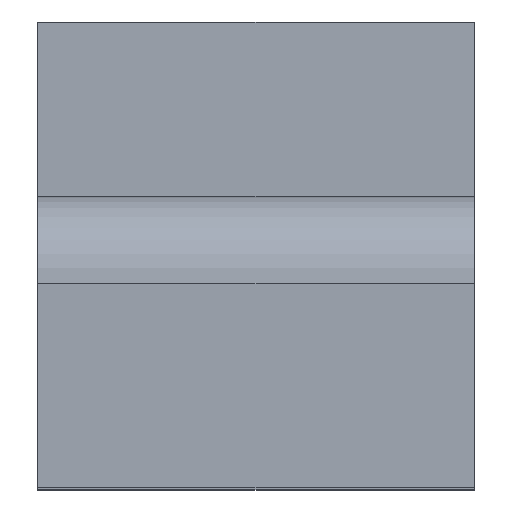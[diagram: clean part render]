
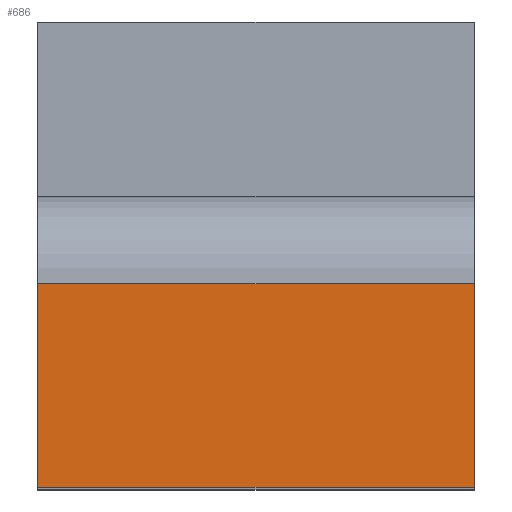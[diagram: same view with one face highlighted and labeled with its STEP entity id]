
A CAD part, top view. The second image highlights one B-rep face of the part: STEP entity #686.
In plain terms, the highlighted planar face has unit normal (0, 0, 1).
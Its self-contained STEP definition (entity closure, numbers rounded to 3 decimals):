
#12 = VERTEX_POINT ( 'NONE', #288 ) ;
#16 = VERTEX_POINT ( 'NONE', #287 ) ;
#39 = VERTEX_POINT ( 'NONE', #257 ) ;
#79 = VECTOR ( 'NONE', #670, 1000. ) ;
#89 = ORIENTED_EDGE ( 'NONE', *, *, #285, .F. ) ;
#106 = AXIS2_PLACEMENT_3D ( 'NONE', #590, #589, #585 ) ;
#147 = EDGE_LOOP ( 'NONE', ( #312, #89, #256, #195 ) ) ;
#195 = ORIENTED_EDGE ( 'NONE', *, *, #731, .T. ) ;
#256 = ORIENTED_EDGE ( 'NONE', *, *, #546, .F. ) ;
#257 = CARTESIAN_POINT ( 'NONE',  ( -7.5, -16., 27.5 ) ) ;
#285 = EDGE_CURVE ( 'NONE', #16, #39, #594, .T. ) ;
#287 = CARTESIAN_POINT ( 'NONE',  ( 7.5, -16., 27.5 ) ) ;
#288 = CARTESIAN_POINT ( 'NONE',  ( -7.5, -9., 27.5 ) ) ;
#300 = VECTOR ( 'NONE', #683, 1000. ) ;
#312 = ORIENTED_EDGE ( 'NONE', *, *, #347, .T. ) ;
#347 = EDGE_CURVE ( 'NONE', #12, #39, #758, .T. ) ;
#358 = VERTEX_POINT ( 'NONE', #481 ) ;
#364 = FACE_OUTER_BOUND ( 'NONE', #147, .T. ) ;
#451 = VECTOR ( 'NONE', #566, 1000. ) ;
#481 = CARTESIAN_POINT ( 'NONE',  ( 7.5, -9., 27.5 ) ) ;
#546 = EDGE_CURVE ( 'NONE', #358, #16, #675, .T. ) ;
#566 = DIRECTION ( 'NONE',  ( -1., 0., 0. ) ) ;
#568 = CARTESIAN_POINT ( 'NONE',  ( 7.5, -9., 27.5 ) ) ;
#569 = LINE ( 'NONE', #568, #451 ) ;
#573 = DIRECTION ( 'NONE',  ( 0., -1., 0. ) ) ;
#585 = DIRECTION ( 'NONE',  ( -1., 0., 0. ) ) ;
#589 = DIRECTION ( 'NONE',  ( 0., 0., -1. ) ) ;
#590 = CARTESIAN_POINT ( 'NONE',  ( 7.5, -16., 27.5 ) ) ;
#591 = PLANE ( 'NONE',  #106 ) ;
#594 = LINE ( 'NONE', #614, #300 ) ;
#614 = CARTESIAN_POINT ( 'NONE',  ( 7.5, -16., 27.5 ) ) ;
#643 = VECTOR ( 'NONE', #573, 1000. ) ;
#670 = DIRECTION ( 'NONE',  ( 0., -1., 0. ) ) ;
#673 = CARTESIAN_POINT ( 'NONE',  ( 7.5, -16., 27.5 ) ) ;
#675 = LINE ( 'NONE', #673, #79 ) ;
#683 = DIRECTION ( 'NONE',  ( -1., 0., 0. ) ) ;
#686 = ADVANCED_FACE ( 'NONE', ( #364 ), #591, .F. ) ;
#723 = CARTESIAN_POINT ( 'NONE',  ( -7.5, -16., 27.5 ) ) ;
#731 = EDGE_CURVE ( 'NONE', #358, #12, #569, .T. ) ;
#758 = LINE ( 'NONE', #723, #643 ) ;
